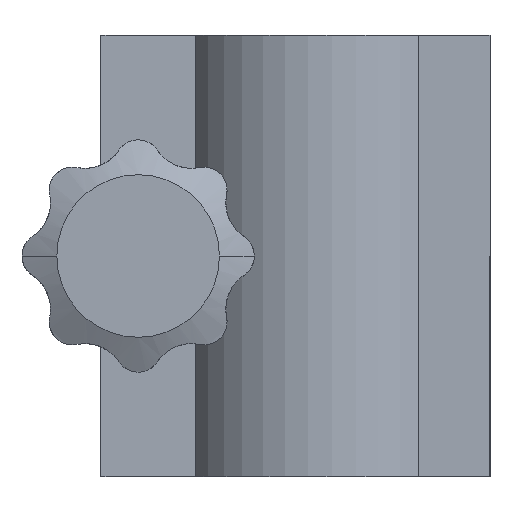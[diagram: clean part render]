
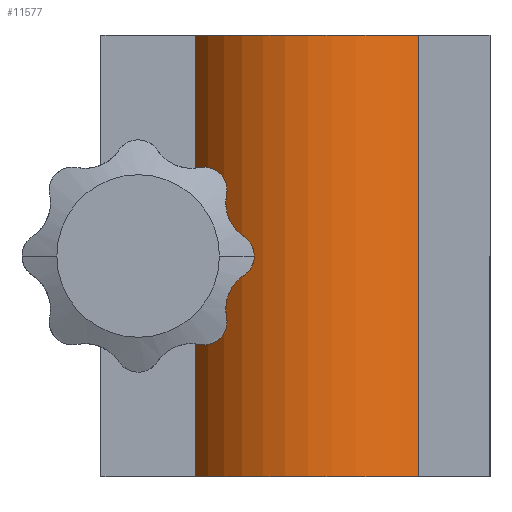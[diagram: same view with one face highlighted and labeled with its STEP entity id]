
A CAD part, front view. The second image highlights one B-rep face of the part: STEP entity #11577.
In plain terms, the highlighted cylindrical face has radius 25 mm (diameter 50 mm), a partial arc.
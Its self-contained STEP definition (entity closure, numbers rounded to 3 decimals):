
#234 = VECTOR ( 'NONE', #6019, 1000. ) ;
#260 = DIRECTION ( 'NONE',  ( 0., 0., 1. ) ) ;
#609 = CARTESIAN_POINT ( 'NONE',  ( 16.248, -19., 76. ) ) ;
#649 = CARTESIAN_POINT ( 'NONE',  ( -22.198, -11.5, 76. ) ) ;
#1972 = DIRECTION ( 'NONE',  ( 0., 0., -1. ) ) ;
#3380 = CARTESIAN_POINT ( 'NONE',  ( -22.198, -11.5, 0. ) ) ;
#3761 = VERTEX_POINT ( 'NONE', #3380 ) ;
#4050 = VERTEX_POINT ( 'NONE', #609 ) ;
#4190 = FACE_OUTER_BOUND ( 'NONE', #9528, .T. ) ;
#4653 = EDGE_CURVE ( 'NONE', #4050, #7943, #14130, .T. ) ;
#5175 = DIRECTION ( 'NONE',  ( -1., 0., 0. ) ) ;
#5298 = CARTESIAN_POINT ( 'NONE',  ( 16.248, -19., 0. ) ) ;
#5958 = VERTEX_POINT ( 'NONE', #649 ) ;
#6019 = DIRECTION ( 'NONE',  ( 0., 0., -1. ) ) ;
#6387 = CIRCLE ( 'NONE', #14341, 25. ) ;
#6521 = AXIS2_PLACEMENT_3D ( 'NONE', #14665, #7166, #15953 ) ;
#7144 = EDGE_CURVE ( 'NONE', #3761, #7943, #9599, .T. ) ;
#7166 = DIRECTION ( 'NONE',  ( 0., 0., 1. ) ) ;
#7665 = DIRECTION ( 'NONE',  ( 0., 0., -1. ) ) ;
#7816 = CARTESIAN_POINT ( 'NONE',  ( 0., 0., 76. ) ) ;
#7943 = VERTEX_POINT ( 'NONE', #5298 ) ;
#8244 = CARTESIAN_POINT ( 'NONE',  ( 16.248, -19., 76. ) ) ;
#8380 = EDGE_CURVE ( 'NONE', #5958, #3761, #14017, .T. ) ;
#9079 = DIRECTION ( 'NONE',  ( 1., 0., 0. ) ) ;
#9528 = EDGE_LOOP ( 'NONE', ( #13468, #11290, #15854, #10137 ) ) ;
#9599 = CIRCLE ( 'NONE', #6521, 25. ) ;
#9697 = CYLINDRICAL_SURFACE ( 'NONE', #15179, 25. ) ;
#10137 = ORIENTED_EDGE ( 'NONE', *, *, #8380, .T. ) ;
#10758 = VECTOR ( 'NONE', #1972, 1000. ) ;
#11290 = ORIENTED_EDGE ( 'NONE', *, *, #4653, .F. ) ;
#11577 = ADVANCED_FACE ( 'NONE', ( #4190 ), #9697, .T. ) ;
#11607 = EDGE_CURVE ( 'NONE', #5958, #4050, #6387, .T. ) ;
#12233 = CARTESIAN_POINT ( 'NONE',  ( -22.198, -11.5, 76. ) ) ;
#12705 = CARTESIAN_POINT ( 'NONE',  ( 0., 0., 76. ) ) ;
#13468 = ORIENTED_EDGE ( 'NONE', *, *, #7144, .T. ) ;
#14017 = LINE ( 'NONE', #12233, #234 ) ;
#14130 = LINE ( 'NONE', #8244, #10758 ) ;
#14341 = AXIS2_PLACEMENT_3D ( 'NONE', #7816, #260, #9079 ) ;
#14665 = CARTESIAN_POINT ( 'NONE',  ( 0., 0., 0. ) ) ;
#15179 = AXIS2_PLACEMENT_3D ( 'NONE', #12705, #7665, #5175 ) ;
#15854 = ORIENTED_EDGE ( 'NONE', *, *, #11607, .F. ) ;
#15953 = DIRECTION ( 'NONE',  ( 1., 0., 0. ) ) ;
